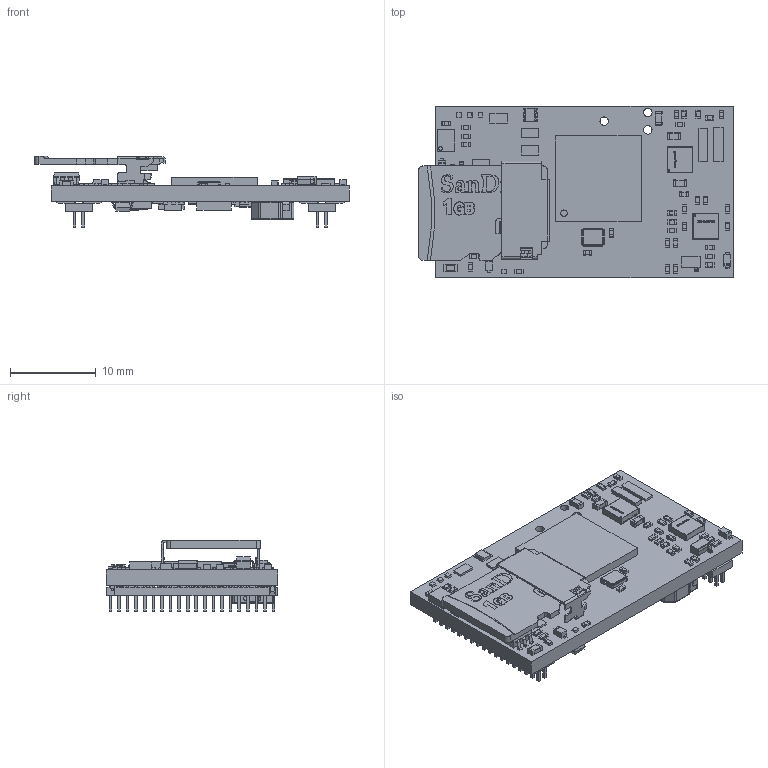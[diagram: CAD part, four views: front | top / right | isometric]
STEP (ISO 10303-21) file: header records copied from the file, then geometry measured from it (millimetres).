
FILE_DESCRIPTION(/* description */ (''),/* implementation_level */ '2;1');
FILE_NAME(/* name */ '10059D_pub.step',/* time_stamp */ '2024-04-08T14:21:49-07:00',/* author */ (''),/* organization */ (''),/* preprocessor_version */ 'ST-DEVELOPER v20',/* originating_system */ 'Autodesk Translation Framework v12.20.1.177',/* authorisation */ '');
FILE_SCHEMA (('AUTOMOTIVE_DESIGN { 1 0 10303 214 3 1 1 }'));
Products named in the file (1): 10059D_public
Bounding box: 36.65 x 20 x 8.37 mm (x, y, z)
Volume: 1812.2 mm3; surface area: 3088.9 mm2
Topology: 8 solids, 11 shells, 7225 faces, 18798 edges, 11372 vertices
Faces by surface type: plane 4927, cylinder 1418, sphere 461, bspline 386, torus 33
Full cylindrical faces by diameter (mm): 0.183 x3, 0.4 x3, 0.6 x3, 0.75 x1, 0.991 x3
Entity records: 227621 total; most frequent: CARTESIAN_POINT 46925, ORIENTED_EDGE 36754, DIRECTION 34213, EDGE_CURVE 18377, LINE 14699, VECTOR 14699, VERTEX_POINT 11372, AXIS2_PLACEMENT_3D 9757
